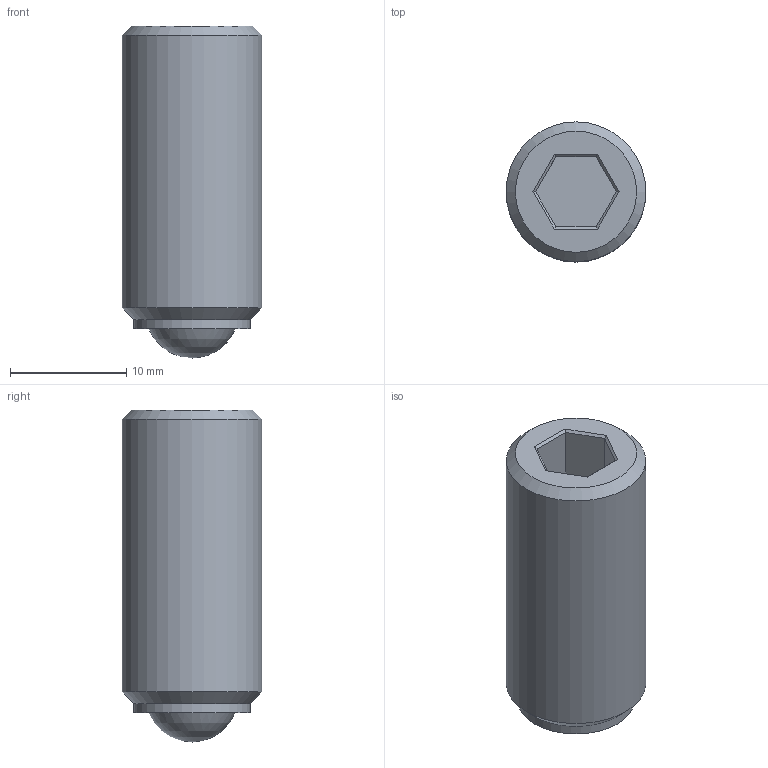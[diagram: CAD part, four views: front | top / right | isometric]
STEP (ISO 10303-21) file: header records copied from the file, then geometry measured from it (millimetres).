
FILE_DESCRIPTION( ( 'Unknown' ), '1' );
FILE_NAME( '7747919_APSE_26_AR.stp', 'Unknown', ( 'Unknown' ), ( 'Unknown' ), 'PSStep 14.0', 'Unknown', ' ' );
FILE_SCHEMA( ( 'AUTOMOTIVE_DESIGN { 1 0 10303 214 1 1 1 1 }' ) );
Length unit declared in the file: millimetre
Products named in the file (1): 1
Bounding box: 12 x 12 x 28.5 mm (x, y, z)
Volume: 2789.4 mm3; surface area: 1280.6 mm2
Topology: 1 solids, 1 shells, 20 faces, 43 edges, 26 vertices
Faces by surface type: plane 15, cylinder 2, cone 2, sphere 1
Full cylindrical faces by diameter (mm): 10 x1, 12 x1
Entity records: 662 total; most frequent: DIRECTION 84, CARTESIAN_POINT 81, ORIENTED_EDGE 72, EDGE_CURVE 36, LINE 30, VECTOR 30, AXIS2_PLACEMENT_3D 27, EDGE_LOOP 26
